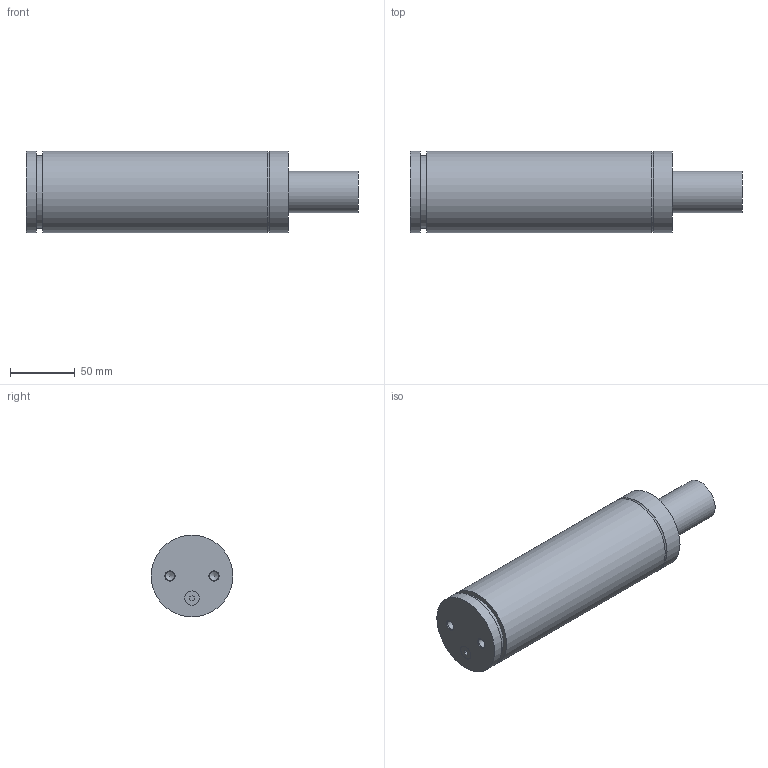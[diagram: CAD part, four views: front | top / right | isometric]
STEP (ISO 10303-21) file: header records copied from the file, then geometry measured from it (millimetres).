
FILE_DESCRIPTION(/* description */ ('STEP AP203'),/* implementation_level */ '2;1');
FILE_NAME(/* name */ 'O_03000_065_A.stp',/* time_stamp */ '2019-07-09T11:03:16+03:00',/* author */ ('Doğan'),/* organization */ (''),/* preprocessor_version */ 'ST-DEVELOPER v18',/* originating_system */ 'Autodesk Inventor 2020',/* authorisation */ '');
FILE_SCHEMA (('AUTOMOTIVE_DESIGN { 1 0 10303 214 3 1 1 }'));
Length unit declared in the file: millimetre
Products named in the file (1): O_03000_065_A
Bounding box: 256 x 63 x 63 mm (x, y, z)
Volume: 668840.9 mm3; surface area: 53763.5 mm2
Topology: 1 solids, 1 shells, 29 faces, 77 edges, 55 vertices
Faces by surface type: plane 13, cylinder 9, cone 6, torus 1
Full cylindrical faces by diameter (mm): 5 x1, 6.8 x2, 11 x1, 32 x1, 56 x1, 63 x3
Entity records: 966 total; most frequent: DIRECTION 175, CARTESIAN_POINT 159, ORIENTED_EDGE 148, EDGE_CURVE 74, AXIS2_PLACEMENT_3D 71, VERTEX_POINT 55, CIRCLE 41, EDGE_LOOP 37
